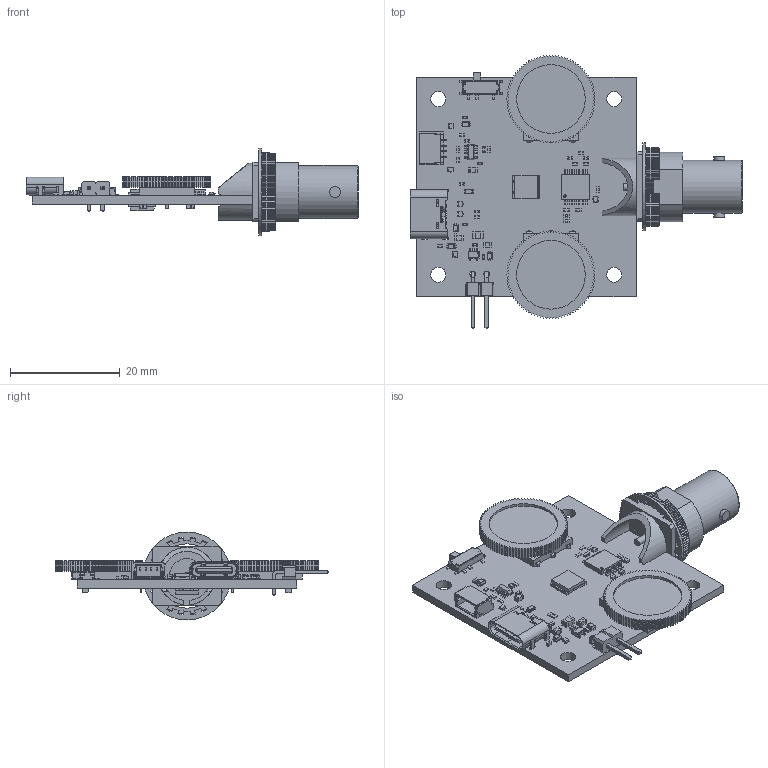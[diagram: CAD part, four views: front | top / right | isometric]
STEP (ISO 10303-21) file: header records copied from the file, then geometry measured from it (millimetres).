
FILE_DESCRIPTION(('KiCad electronic assembly'),'2;1');
FILE_NAME('ir-irradiance-probe.step','2026-01-14T14:15:21',('Pcbnew'),( 'Kicad'),'Open CASCADE STEP processor 7.8','KiCad to STEP converter' ,'Unknown');
FILE_SCHEMA(('AUTOMOTIVE_DESIGN { 1 0 10303 214 1 1 1 1 }'));
Length unit declared in the file: millimetre
Products named in the file (49): ir-irradiance-probe 1; SOD523F; R_0402_1005Metric; R0141-2-20k; Photodiode_SMD_4.2x5mm_TEMD; C_0402_1005Metric; TPD2E009DRTR; USB-C_Receptacle_CUI_UJC-HP-3-SMT-TR; UJC-HP-3-SMT-TR; MSS3_slide_switch; PinHeader_1x02_P2.54mm_Horizontal; SOLID; Conn_BNC_031-70526-21; BNC7T-J-P-GN-ST-EM1D_n; BNC7T-J-P-GN-ST-EM1D_w; BNC7T-J-P-GN-ST-EM1D_p; BNC7T-J-P-GN-ST-EM1D_i; BNC7T-J-P-GN-ST-EM1D_s; sot23-6; TSSOP14-4_4; Open CASCADE STEP translator 6.8 32; Open CASCADE STEP translator 6.8 31; Open CASCADE STEP translator 6.8 30; Open CASCADE STEP translator 6.8 29; Open CASCADE STEP translator 6.8 28; Open CASCADE STEP translator 6.8 27; Open CASCADE STEP translator 6.8 26; Open CASCADE STEP translator 6.8 25; Open CASCADE STEP translator 6.8 24; Open CASCADE STEP translator 6.8 23; Open CASCADE STEP translator 6.8 22; Open CASCADE STEP translator 6.8 21; Open CASCADE STEP translator 6.8 20; Open CASCADE STEP translator 6.8 19; Open CASCADE STEP translator 6.8 18; Open CASCADE STEP translator 6.8 17; L_0805_2012Metric; term1; term2; body ...
Assembly tree (87 placements, depth 3):
  ir-irradiance-probe 1
    SOD523F  x4
    R_0402_1005Metric  x14
    R0141-2-20k  x2
    Photodiode_SMD_4.2x5mm_TEMD  x2
    C_0402_1005Metric  x11
    TPD2E009DRTR  x6
    USB-C_Receptacle_CUI_UJC-HP-3-SMT-TR
      UJC-HP-3-SMT-TR
    MSS3_slide_switch
    PinHeader_1x02_P2.54mm_Horizontal
      SOLID
      SOLID
      SOLID
    Conn_BNC_031-70526-21
      BNC7T-J-P-GN-ST-EM1D_n
      BNC7T-J-P-GN-ST-EM1D_w
      BNC7T-J-P-GN-ST-EM1D_p
      BNC7T-J-P-GN-ST-EM1D_i
      BNC7T-J-P-GN-ST-EM1D_s
    sot23-6
    TSSOP14-4_4
      Open CASCADE STEP translator 6.8 32
      Open CASCADE STEP translator 6.8 31
      Open CASCADE STEP translator 6.8 30
      Open CASCADE STEP translator 6.8 29
      Open CASCADE STEP translator 6.8 28
      Open CASCADE STEP translator 6.8 27
      Open CASCADE STEP translator 6.8 26
      Open CASCADE STEP translator 6.8 25
      Open CASCADE STEP translator 6.8 24
      Open CASCADE STEP translator 6.8 23
      Open CASCADE STEP translator 6.8 22
      Open CASCADE STEP translator 6.8 21
      Open CASCADE STEP translator 6.8 20
      Open CASCADE STEP translator 6.8 19
      Open CASCADE STEP translator 6.8 18
      Open CASCADE STEP translator 6.8 17
    L_0805_2012Metric
      term1
      term2
      body
    sc705_model
      sc705_pin  x5
      SC705_0M65_2MX1M25X0M9
    LED_0603_1608Metric
    C_0603_1608Metric  x3
    Conn_JST_SH_1x4_SM04B-SRSS-TB-LF-SN
    ir-irradiance-probe_PCB
Bounding box: 60.43 x 49.85 x 16 mm (x, y, z)
Volume: 5296.7 mm3; surface area: 9231.5 mm2
Topology: 140 solids, 140 shells, 4164 faces, 10558 edges, 6627 vertices
Faces by surface type: plane 2772, cylinder 1057, cone 202, sphere 91, bspline 29, torus 13
Full cylindrical faces by diameter (mm): 0.9 x2, 1 x8, 1.25 x2, 1.4 x4, 1.42 x1, 1.8 x1, 1.98 x2, 2.1 x1, 2.75 x4, 6.3 x2, 6.75 x1, 7.25 x2, 8.13 x1, 9.65 x1, 11.717 x1, 12.5 x2, 16 x1
Entity records: 88138 total; most frequent: CARTESIAN_POINT 15618, ORIENTED_EDGE 13836, DIRECTION 13638, EDGE_CURVE 6918, LINE 4838, VECTOR 4838, AXIS2_PLACEMENT_3D 4400, VERTEX_POINT 4397
